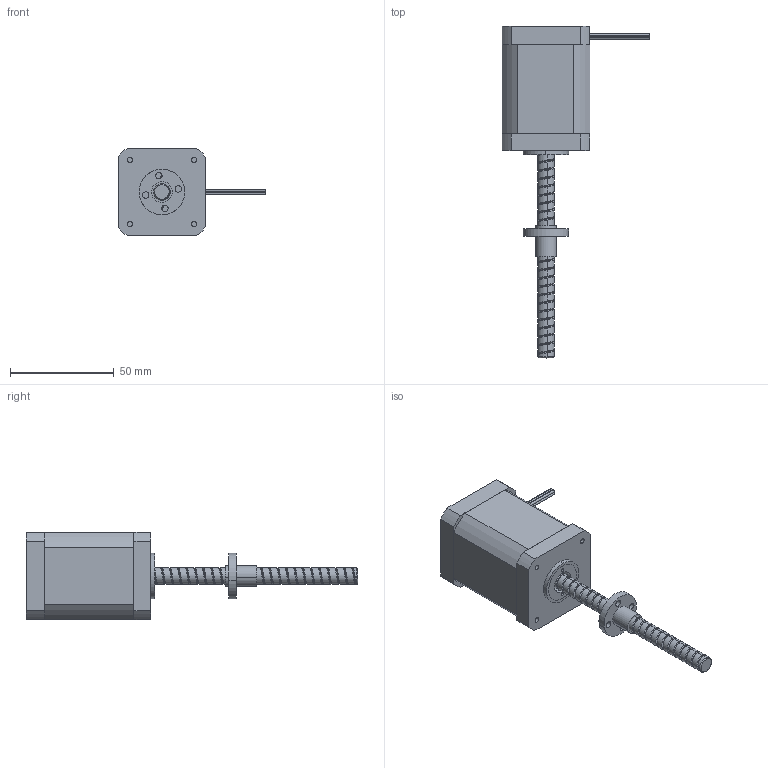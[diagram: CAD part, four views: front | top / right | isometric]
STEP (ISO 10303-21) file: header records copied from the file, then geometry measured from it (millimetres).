
FILE_DESCRIPTION (( 'STEP AP214' ), '1' );
FILE_NAME ('42H260.STEP', '2022-02-22T08:43:58', ( '' ), ( '' ), 'SwSTEP 2.0', 'SolidWorks 2020', '' );
FILE_SCHEMA (( 'AUTOMOTIVE_DESIGN' ));
Length unit declared in the file: millimetre
Products named in the file (9): 42隅赽; 42B-D19; 佪裝088-060; M3蹟隊; 42H260; Tr8x8蹟譫_Tr8x8-002; 前置调整螺纹圈; 42A-D19; 萇儂盄
Assembly tree (11 placements, depth 2):
  42H260
    42A-D19
    42B-D19
    佪裝088-060
    42隅赽
    M3蹟隊  x4
    Tr8x8蹟譫_Tr8x8-002
    前置调整螺纹圈
    萇儂盄
Bounding box: 71.3 x 160 x 42.3 mm (x, y, z)
Volume: 103470.6 mm3; surface area: 32775.8 mm2
Topology: 15 solids, 15 shells, 304 faces, 774 edges, 506 vertices
Faces by surface type: cylinder 174, plane 106, torus 16, cone 5, bspline 3
Entity records: 14116 total; most frequent: CARTESIAN_POINT 7349, ORIENTED_EDGE 1206, DIRECTION 1192, EDGE_CURVE 603, AXIS2_PLACEMENT_3D 456, VERTEX_POINT 398, EDGE_LOOP 285, VECTOR 280
